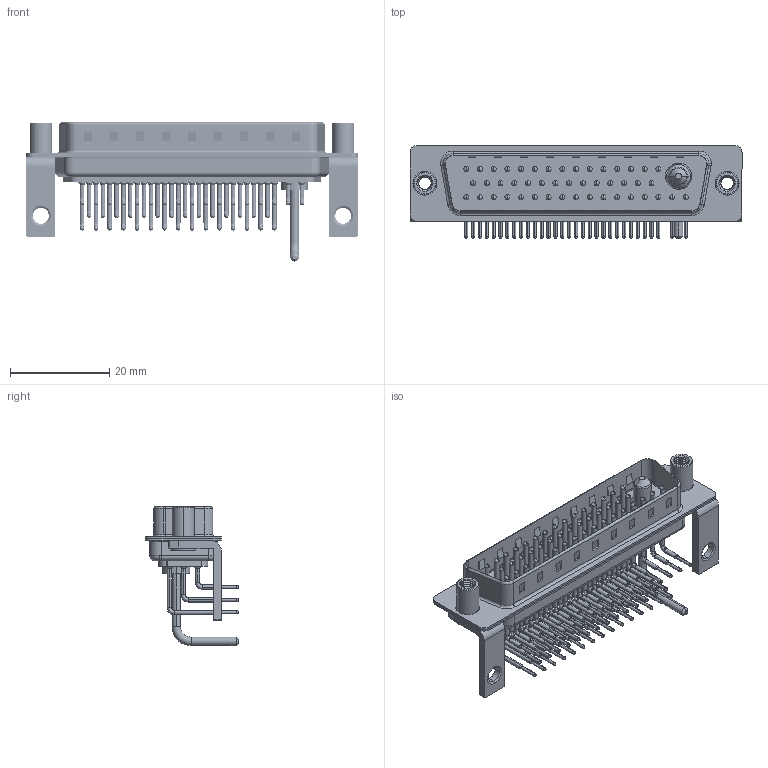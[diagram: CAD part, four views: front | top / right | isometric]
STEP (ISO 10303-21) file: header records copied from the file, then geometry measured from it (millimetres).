
FILE_DESCRIPTION (( 'STEP AP203' ), '1' );
FILE_NAME ('629-47W1250-1TE.STEP', '2022-05-19T02:17:00', ( '' ), ( '' ), 'SwSTEP 2.0', 'SolidWorks 2020', '' );
FILE_SCHEMA (( 'CONFIG_CONTROL_DESIGN' ));
Length unit declared in the file: millimetre
Products named in the file (10): 629Combo Shell Rear_50 Contacts; 629Combo Stabilizer Bracket_50 Contacts; Power Pin_Ext 10A RA 50; 629Combo Contact Row 2_50 Contacts; 629Combo Contact Row 3; 629Combo Contact Row 1_50 Contacts; 629Combo Threaded Standoff_D; 629Combo Housing_47W1; 629-47W1250-1TE; 629Combo Shell Front_50 Contacts
Assembly tree (54 placements, depth 2):
  629-47W1250-1TE
    629Combo Housing_47W1
    629Combo Shell Rear_50 Contacts
    629Combo Shell Front_50 Contacts
    629Combo Stabilizer Bracket_50 Contacts  x2
    629Combo Threaded Standoff_D  x2
    Power Pin_Ext 10A RA 50
    629Combo Contact Row 1_50 Contacts  x15
    629Combo Contact Row 2_50 Contacts  x14
    629Combo Contact Row 3  x17
Bounding box: 67 x 18.8 x 28.08 mm (x, y, z)
Volume: 5516.8 mm3; surface area: 13774.8 mm2
Topology: 55 solids, 55 shells, 5613 faces, 15709 edges, 10222 vertices
Faces by surface type: plane 3179, cylinder 1890, bspline 283, cone 207, torus 54
Entity records: 39786 total; most frequent: CARTESIAN_POINT 8687, DIRECTION 6319, ORIENTED_EDGE 5790, EDGE_CURVE 2895, AXIS2_PLACEMENT_3D 2338, VERTEX_POINT 1883, LINE 1643, VECTOR 1643
